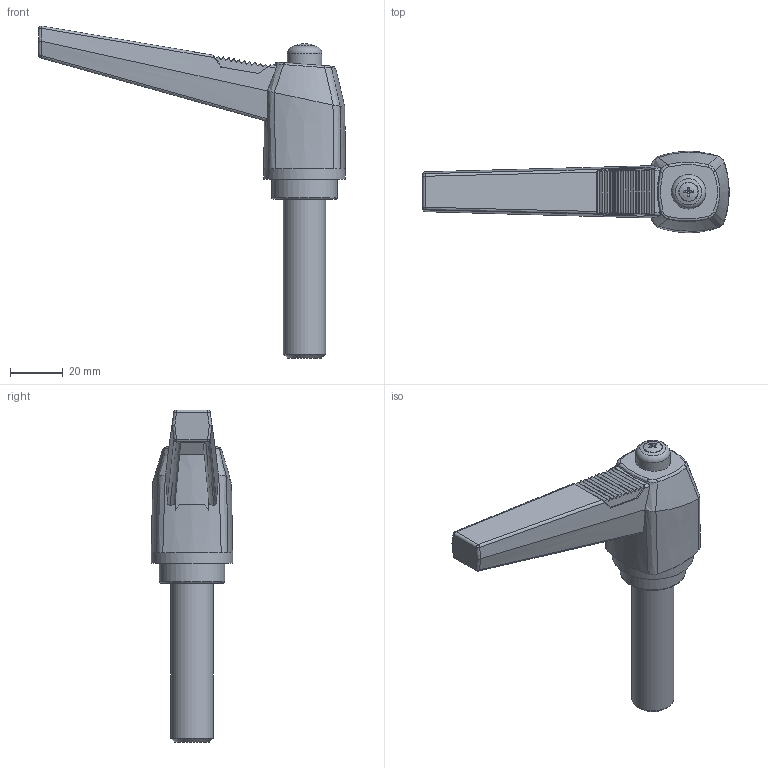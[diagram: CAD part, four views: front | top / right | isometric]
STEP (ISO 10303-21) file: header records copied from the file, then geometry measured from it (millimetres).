
FILE_DESCRIPTION( ( 'Unknown' ), '1' );
FILE_NAME( '6358770_KRP100_M16x60.stp', 'Unknown', ( 'Unknown' ), ( 'Unknown' ), 'PSStep 14.0', 'Unknown', ' ' );
FILE_SCHEMA( ( 'AUTOMOTIVE_DESIGN { 1 0 10303 214 1 1 1 1 }' ) );
Length unit declared in the file: millimetre
Products named in the file (1): 1840040
Bounding box: 115.72 x 30.73 x 125.32 mm (x, y, z)
Volume: 58225.4 mm3; surface area: 21943.4 mm2
Topology: 1 solids, 7 shells, 334 faces, 807 edges, 454 vertices
Faces by surface type: bspline 143, plane 90, cylinder 88, sphere 6, torus 4, cone 3
Full cylindrical faces by diameter (mm): 3.5 x1, 3.87 x1, 4.63 x1, 7.3 x1, 7.35 x1, 9 x2, 12 x1, 13 x2, 16 x2, 18 x2, 18.1 x1, 18.35 x2, 19 x2, 19.2 x1, 24.5 x1, 24.73 x1, 25 x1, 30.73 x1
Entity records: 18872 total; most frequent: CARTESIAN_POINT 9556, ORIENTED_EDGE 1434, DIRECTION 1258, EDGE_CURVE 717, AXIS2_PLACEMENT_3D 537, VERTEX_POINT 440, EDGE_LOOP 391, FACE_OUTER_BOUND 367
